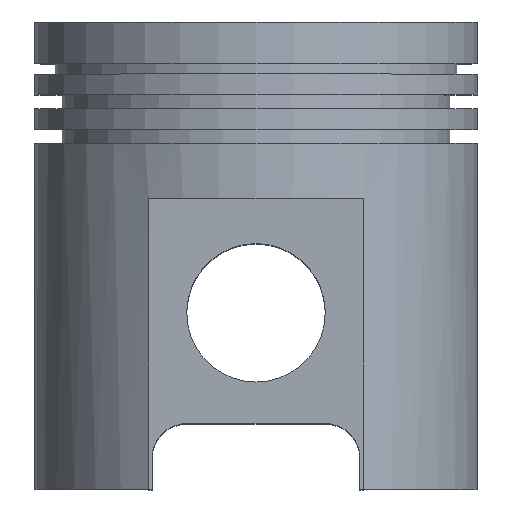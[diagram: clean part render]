
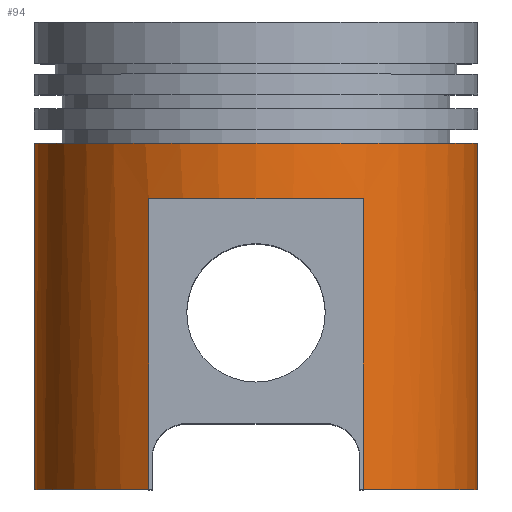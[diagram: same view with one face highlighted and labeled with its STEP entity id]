
A CAD part, top view. The second image highlights one B-rep face of the part: STEP entity #94.
In plain terms, the highlighted cylindrical face has radius 32 mm (diameter 64 mm), a partial arc.
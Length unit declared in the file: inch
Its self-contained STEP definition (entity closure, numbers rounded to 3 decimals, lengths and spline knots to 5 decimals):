
#16 = EDGE_CURVE ( 'NONE', #1200, #205, #1457, .T. ) ;
#39 = ORIENTED_EDGE ( 'NONE', *, *, #658, .F. ) ;
#57 = CARTESIAN_POINT ( 'NONE',  ( -0.60992, -1.00394, 1.10236 ) ) ;
#69 = EDGE_CURVE ( 'NONE', #902, #1322, #1455, .T. ) ;
#74 = AXIS2_PLACEMENT_3D ( 'NONE', #1786, #1601, #936 ) ;
#76 = VECTOR ( 'NONE', #1365, 39.37008 ) ;
#94 = ADVANCED_FACE ( 'NONE', ( #1654 ), #1327, .T. ) ;
#98 = CARTESIAN_POINT ( 'NONE',  ( 0.60992, -2.65748, 1.10236 ) ) ;
#138 = AXIS2_PLACEMENT_3D ( 'NONE', #735, #1084, #1382 ) ;
#145 = CARTESIAN_POINT ( 'NONE',  ( 0.60992, -0.68898, 1.10236 ) ) ;
#159 = LINE ( 'NONE', #145, #76 ) ;
#160 = ORIENTED_EDGE ( 'NONE', *, *, #1107, .T. ) ;
#205 = VERTEX_POINT ( 'NONE', #1217 ) ;
#263 = CIRCLE ( 'NONE', #1482, 1.25984 ) ;
#267 = CARTESIAN_POINT ( 'NONE',  ( 0.60992, -1.00394, 1.10236 ) ) ;
#323 = DIRECTION ( 'NONE',  ( 1., 0., 0. ) ) ;
#435 = VECTOR ( 'NONE', #888, 39.37008 ) ;
#454 = CARTESIAN_POINT ( 'NONE',  ( -1.25984, -0.68898, 0. ) ) ;
#499 = VERTEX_POINT ( 'NONE', #1306 ) ;
#619 = DIRECTION ( 'NONE',  ( 1., 0., 0. ) ) ;
#634 = ORIENTED_EDGE ( 'NONE', *, *, #1287, .T. ) ;
#658 = EDGE_CURVE ( 'NONE', #1565, #1200, #263, .T. ) ;
#688 = EDGE_CURVE ( 'NONE', #1322, #499, #1067, .T. ) ;
#735 = CARTESIAN_POINT ( 'NONE',  ( 0., -2.65748, 0. ) ) ;
#774 = CARTESIAN_POINT ( 'NONE',  ( 1.25984, -0.68898, 0. ) ) ;
#842 = CIRCLE ( 'NONE', #138, 1.25984 ) ;
#888 = DIRECTION ( 'NONE',  ( 0., -1., 0. ) ) ;
#902 = VERTEX_POINT ( 'NONE', #454 ) ;
#936 = DIRECTION ( 'NONE',  ( 1., 0., 0. ) ) ;
#985 = CARTESIAN_POINT ( 'NONE',  ( 0., -0.68898, 0. ) ) ;
#1067 = LINE ( 'NONE', #1591, #435 ) ;
#1080 = VERTEX_POINT ( 'NONE', #1486 ) ;
#1084 = DIRECTION ( 'NONE',  ( 0., 1., 0. ) ) ;
#1107 = EDGE_CURVE ( 'NONE', #1080, #205, #842, .T. ) ;
#1120 = CARTESIAN_POINT ( 'NONE',  ( 0., -0.68898, 0. ) ) ;
#1123 = AXIS2_PLACEMENT_3D ( 'NONE', #985, #1466, #619 ) ;
#1140 = CARTESIAN_POINT ( 'NONE',  ( -0.60992, -0.68898, 1.10236 ) ) ;
#1151 = ORIENTED_EDGE ( 'NONE', *, *, #688, .F. ) ;
#1161 = CARTESIAN_POINT ( 'NONE',  ( 0., -1.00394, 0. ) ) ;
#1200 = VERTEX_POINT ( 'NONE', #57 ) ;
#1217 = CARTESIAN_POINT ( 'NONE',  ( -0.60992, -2.65748, 1.10236 ) ) ;
#1256 = ORIENTED_EDGE ( 'NONE', *, *, #2088, .T. ) ;
#1287 = EDGE_CURVE ( 'NONE', #1494, #499, #1686, .T. ) ;
#1288 = DIRECTION ( 'NONE',  ( 0., -1., 0. ) ) ;
#1304 = ORIENTED_EDGE ( 'NONE', *, *, #69, .F. ) ;
#1306 = CARTESIAN_POINT ( 'NONE',  ( 1.25984, -2.65748, 0. ) ) ;
#1322 = VERTEX_POINT ( 'NONE', #774 ) ;
#1327 = CYLINDRICAL_SURFACE ( 'NONE', #2110, 1.25984 ) ;
#1354 = DIRECTION ( 'NONE',  ( 0., -1., 0. ) ) ;
#1365 = DIRECTION ( 'NONE',  ( 0., -1., 0. ) ) ;
#1382 = DIRECTION ( 'NONE',  ( 1., 0., 0. ) ) ;
#1432 = EDGE_CURVE ( 'NONE', #1565, #1494, #159, .T. ) ;
#1455 = CIRCLE ( 'NONE', #1123, 1.25984 ) ;
#1457 = LINE ( 'NONE', #1140, #1743 ) ;
#1466 = DIRECTION ( 'NONE',  ( 0., 1., 0. ) ) ;
#1482 = AXIS2_PLACEMENT_3D ( 'NONE', #1161, #1832, #323 ) ;
#1486 = CARTESIAN_POINT ( 'NONE',  ( -1.25984, -2.65748, 0. ) ) ;
#1494 = VERTEX_POINT ( 'NONE', #98 ) ;
#1501 = EDGE_LOOP ( 'NONE', ( #1304, #1256, #160, #1662, #39, #1510, #634, #1151 ) ) ;
#1510 = ORIENTED_EDGE ( 'NONE', *, *, #1432, .T. ) ;
#1565 = VERTEX_POINT ( 'NONE', #267 ) ;
#1591 = CARTESIAN_POINT ( 'NONE',  ( 1.25984, -0.68898, 0. ) ) ;
#1601 = DIRECTION ( 'NONE',  ( 0., 1., 0. ) ) ;
#1654 = FACE_OUTER_BOUND ( 'NONE', #1501, .T. ) ;
#1662 = ORIENTED_EDGE ( 'NONE', *, *, #16, .F. ) ;
#1686 = CIRCLE ( 'NONE', #74, 1.25984 ) ;
#1705 = CARTESIAN_POINT ( 'NONE',  ( -1.25984, -0.68898, 0. ) ) ;
#1743 = VECTOR ( 'NONE', #1288, 39.37008 ) ;
#1786 = CARTESIAN_POINT ( 'NONE',  ( 0., -2.65748, 0. ) ) ;
#1832 = DIRECTION ( 'NONE',  ( 0., -1., 0. ) ) ;
#1856 = LINE ( 'NONE', #1705, #1900 ) ;
#1900 = VECTOR ( 'NONE', #1354, 39.37008 ) ;
#1995 = DIRECTION ( 'NONE',  ( 1., 0., 0. ) ) ;
#2088 = EDGE_CURVE ( 'NONE', #902, #1080, #1856, .T. ) ;
#2110 = AXIS2_PLACEMENT_3D ( 'NONE', #1120, #2130, #1995 ) ;
#2130 = DIRECTION ( 'NONE',  ( 0., -1., 0. ) ) ;
